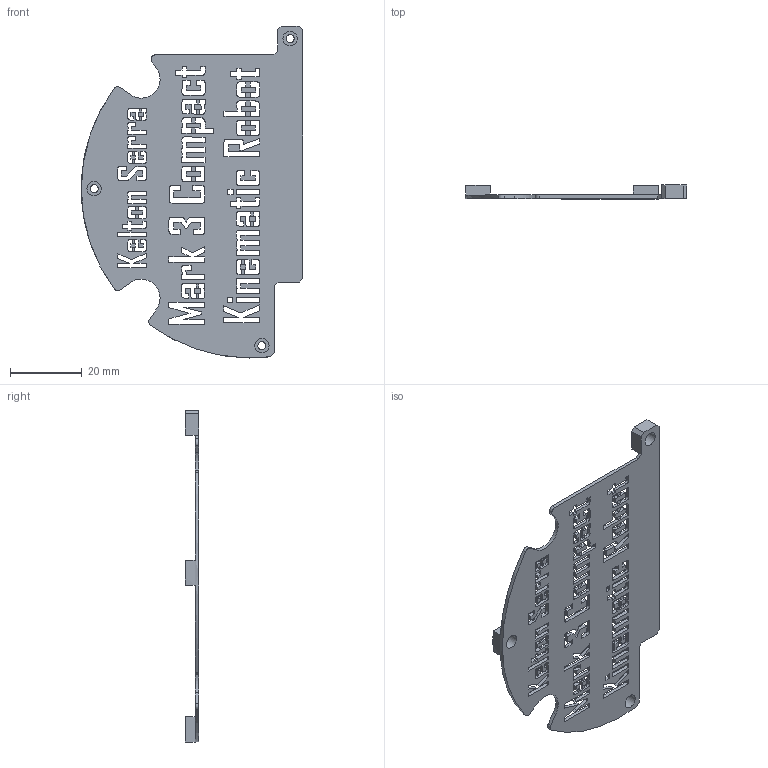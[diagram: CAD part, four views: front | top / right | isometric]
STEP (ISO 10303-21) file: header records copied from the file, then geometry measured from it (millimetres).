
FILE_DESCRIPTION(/* description */ (''),/* implementation_level */ '2;1');
FILE_NAME(/* name */ 'MB3.step',/* time_stamp */ '2026-01-31T19:15:00+01:00',/* author */ (''),/* organization */ (''),/* preprocessor_version */ 'ST-DEVELOPER v20.1',/* originating_system */ 'Autodesk Translation Framework v14.21.0.0',/* authorisation */ '');
FILE_SCHEMA (('AUTOMOTIVE_DESIGN { 1 0 10303 214 3 1 1 }'));
Length unit declared in the file: millimetre
Products named in the file (1): MB3
Bounding box: 61.6 x 3.75 x 92.35 mm (x, y, z)
Volume: 3780.2 mm3; surface area: 8878.6 mm2
Topology: 3 solids, 3 shells, 711 faces, 2128 edges, 1417 vertices
Faces by surface type: plane 573, bspline 124, cylinder 14
Full cylindrical faces by diameter (mm): 2.25 x3, 4 x3
Entity records: 24984 total; most frequent: CARTESIAN_POINT 6377, ORIENTED_EDGE 4272, DIRECTION 3095, EDGE_CURVE 2136, LINE 1857, VECTOR 1857, VERTEX_POINT 1421, EDGE_LOOP 803
